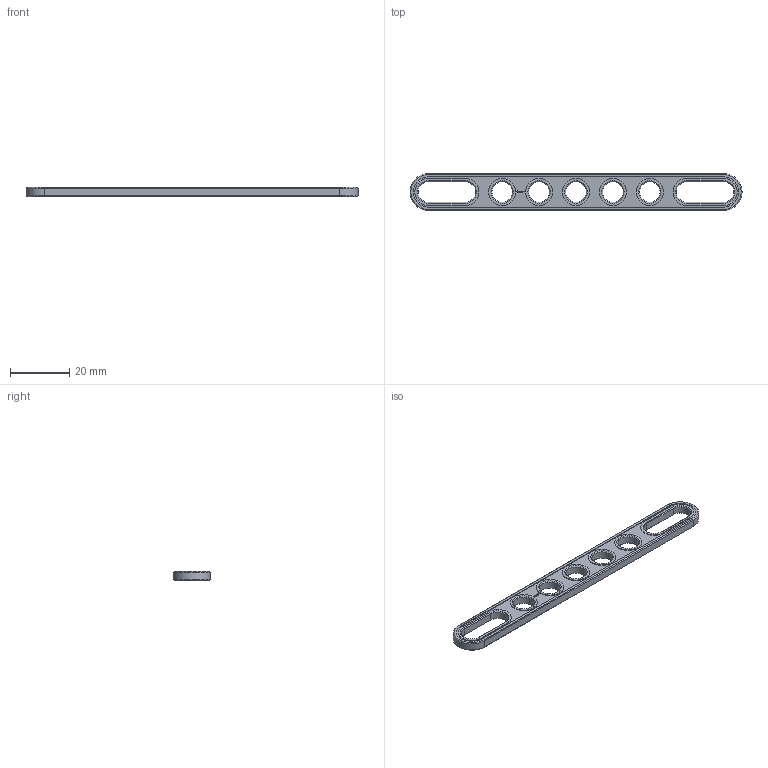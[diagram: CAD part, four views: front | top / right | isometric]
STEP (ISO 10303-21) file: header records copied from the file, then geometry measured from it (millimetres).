
FILE_DESCRIPTION(('FreeCAD Model'),'2;1');
FILE_NAME('Open CASCADE Shape Model','2023-01-08T23:17:20',(''),(''), 'Open CASCADE STEP processor 7.6','FreeCAD','Unknown');
FILE_SCHEMA(('AUTOMOTIVE_DESIGN { 1 0 10303 214 1 1 1 1 }'));
Length unit declared in the file: millimetre
Products named in the file (1): Brace STR SLT BE ERR BU09x01x00.25x02 - SPN-BRC-0302 (stemfie.org)
Bounding box: 112.5 x 12.5 x 3.12 mm (x, y, z)
Volume: 2777.2 mm3; surface area: 3185.3 mm2
Topology: 1 solids, 1 shells, 602 faces, 1648 edges, 1089 vertices
Faces by surface type: plane 342, extrusion 216, cone 22, cylinder 22
Full cylindrical faces by diameter (mm): 7 x5, 9.2 x5
Entity records: 41996 total; most frequent: CARTESIAN_POINT 10664, DIRECTION 4912, VECTOR 3958, LINE 3742, ORIENTED_EDGE 3296, PCURVE 3296, DEFINITIONAL_REPRESENTATION 3296, EDGE_CURVE 1648
